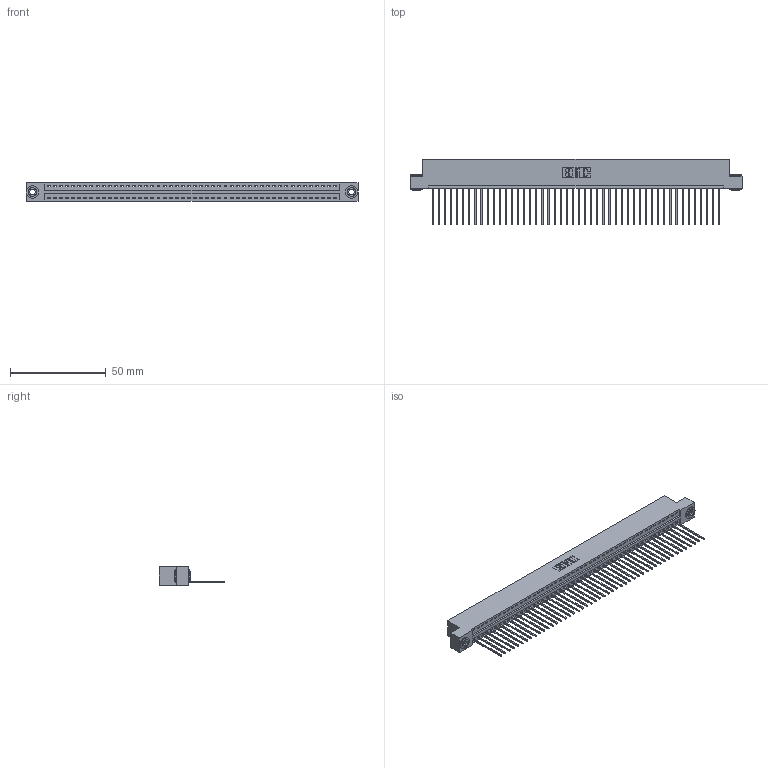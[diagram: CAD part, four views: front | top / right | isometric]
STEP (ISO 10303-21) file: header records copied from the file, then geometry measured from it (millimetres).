
FILE_DESCRIPTION (( 'STEP AP203' ), '1' );
FILE_NAME ('346-048-541-103.STEP', '2018-08-25T10:08:45', ( '' ), ( '' ), 'SwSTEP 2.0', 'SolidWorks 2016', '' );
FILE_SCHEMA (( 'CONFIG_CONTROL_DESIGN' ));
Length unit declared in the file: inch
Products named in the file (4): 346 Part_Flush Mounting Lugs - 0.156 Dia-TH; 345-292-001_345-293-141; 345-250-002_345-250-002-102; 346-048-541-103
Assembly tree (51 placements, depth 2):
  346-048-541-103
    346 Part_Flush Mounting Lugs - 0.156 Dia-TH
    345-292-001_345-293-141  x48
    345-250-002_345-250-002-102  x2
Bounding box: 172.97 x 34.29 x 9.4 mm (x, y, z)
Volume: 16776.6 mm3; surface area: 22198.7 mm2
Topology: 51 solids, 51 shells, 2944 faces, 8853 edges, 5834 vertices
Faces by surface type: plane 2006, cylinder 930, cone 8
Entity records: 29650 total; most frequent: CARTESIAN_POINT 5059, ORIENTED_EDGE 5034, DIRECTION 4487, EDGE_CURVE 2517, VECTOR 2169, LINE 2169, VERTEX_POINT 1674, AXIS2_PLACEMENT_3D 1159
